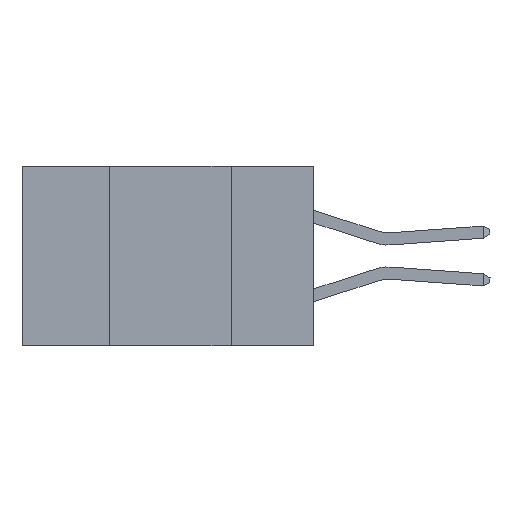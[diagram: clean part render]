
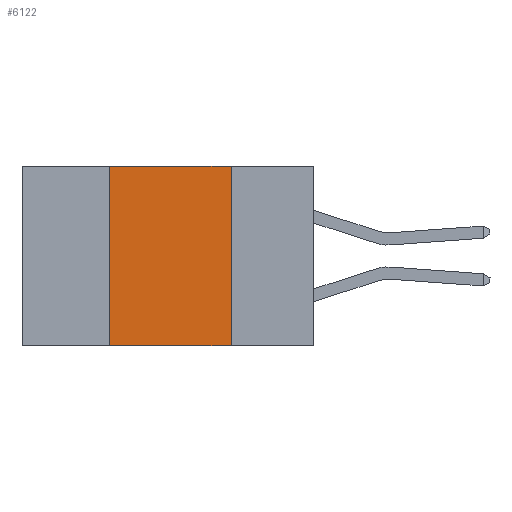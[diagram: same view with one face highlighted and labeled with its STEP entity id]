
A CAD part, left-side view. The second image highlights one B-rep face of the part: STEP entity #6122.
In plain terms, the highlighted planar face has unit normal (-1, 0, 0).
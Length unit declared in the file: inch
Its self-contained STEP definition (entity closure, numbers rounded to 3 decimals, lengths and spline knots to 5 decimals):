
#24 = CARTESIAN_POINT ( 'NONE',  ( 0., 0.6, 0. ) ) ;
#170 = VERTEX_POINT ( 'NONE', #7264 ) ;
#1171 = LINE ( 'NONE', #6253, #3161 ) ;
#1744 = DIRECTION ( 'NONE',  ( 0., 0., -1. ) ) ;
#1962 = CARTESIAN_POINT ( 'NONE',  ( 0., 0.42, 0. ) ) ;
#2960 = EDGE_CURVE ( 'NONE', #5888, #9600, #9698, .T. ) ;
#3161 = VECTOR ( 'NONE', #6332, 39.37008 ) ;
#3302 = PLANE ( 'NONE',  #9362 ) ;
#3737 = ORIENTED_EDGE ( 'NONE', *, *, #5004, .F. ) ;
#4006 = EDGE_CURVE ( 'NONE', #170, #9600, #6244, .T. ) ;
#4225 = CARTESIAN_POINT ( 'NONE',  ( 0., 0.17, 0. ) ) ;
#5004 = EDGE_CURVE ( 'NONE', #5617, #5888, #1171, .T. ) ;
#5062 = VECTOR ( 'NONE', #9333, 39.37008 ) ;
#5591 = ORIENTED_EDGE ( 'NONE', *, *, #8060, .F. ) ;
#5617 = VERTEX_POINT ( 'NONE', #1962 ) ;
#5691 = CARTESIAN_POINT ( 'NONE',  ( 0., 0.6, -0.37 ) ) ;
#5888 = VERTEX_POINT ( 'NONE', #6753 ) ;
#6122 = ADVANCED_FACE ( 'NONE', ( #8316 ), #3302, .F. ) ;
#6244 = LINE ( 'NONE', #5691, #6505 ) ;
#6253 = CARTESIAN_POINT ( 'NONE',  ( 0., 0.6, 0. ) ) ;
#6332 = DIRECTION ( 'NONE',  ( 0., -1., 0. ) ) ;
#6505 = VECTOR ( 'NONE', #9864, 39.37008 ) ;
#6753 = CARTESIAN_POINT ( 'NONE',  ( 0., 0.17, 0. ) ) ;
#6811 = CARTESIAN_POINT ( 'NONE',  ( 0., 0.42, 0. ) ) ;
#6831 = DIRECTION ( 'NONE',  ( 1., 0., 0. ) ) ;
#7037 = ORIENTED_EDGE ( 'NONE', *, *, #4006, .T. ) ;
#7264 = CARTESIAN_POINT ( 'NONE',  ( 0., 0.42, -0.37 ) ) ;
#7472 = CARTESIAN_POINT ( 'NONE',  ( 0., 0.17, -0.37 ) ) ;
#8060 = EDGE_CURVE ( 'NONE', #170, #5617, #10502, .T. ) ;
#8285 = VECTOR ( 'NONE', #8514, 39.37008 ) ;
#8316 = FACE_OUTER_BOUND ( 'NONE', #10297, .T. ) ;
#8355 = ORIENTED_EDGE ( 'NONE', *, *, #2960, .F. ) ;
#8514 = DIRECTION ( 'NONE',  ( 0., 0., 1. ) ) ;
#9333 = DIRECTION ( 'NONE',  ( 0., 0., -1. ) ) ;
#9362 = AXIS2_PLACEMENT_3D ( 'NONE', #24, #6831, #1744 ) ;
#9600 = VERTEX_POINT ( 'NONE', #7472 ) ;
#9698 = LINE ( 'NONE', #4225, #5062 ) ;
#9864 = DIRECTION ( 'NONE',  ( 0., -1., 0. ) ) ;
#10297 = EDGE_LOOP ( 'NONE', ( #8355, #3737, #5591, #7037 ) ) ;
#10502 = LINE ( 'NONE', #6811, #8285 ) ;
